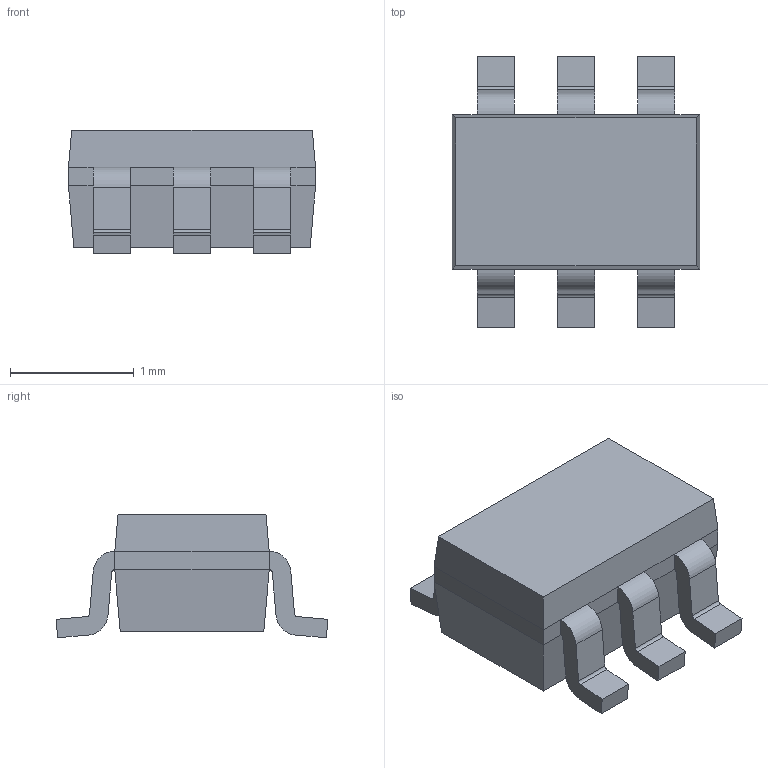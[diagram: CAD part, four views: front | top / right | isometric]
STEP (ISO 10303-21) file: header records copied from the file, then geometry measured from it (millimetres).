
FILE_DESCRIPTION( ( 'Unknown' ), '1' );
FILE_NAME( '82400274.stp', 'Unknown', ( 'Unknown' ), ( 'Unknown' ), 'XStep 1.0', 'Unknown', ' ' );
FILE_SCHEMA( ( 'automotive_design' ) );
Length unit declared in the file: millimetre
Products named in the file (1): 1
Bounding box: 2 x 2.2 x 1 mm (x, y, z)
Volume: 2.5 mm3; surface area: 15.4 mm2
Topology: 1 solids, 1 shells, 86 faces, 220 edges, 136 vertices
Faces by surface type: plane 62, cylinder 24
Entity records: 3260 total; most frequent: CARTESIAN_POINT 443, DIRECTION 442, ORIENTED_EDGE 440, EDGE_CURVE 220, LINE 172, VECTOR 172, VERTEX_POINT 136, AXIS2_PLACEMENT_3D 135
